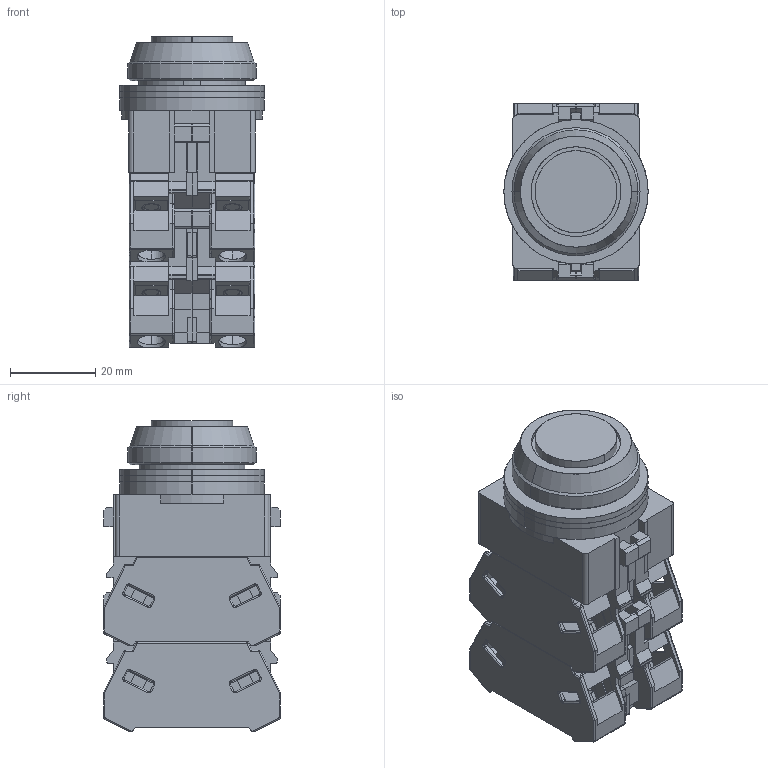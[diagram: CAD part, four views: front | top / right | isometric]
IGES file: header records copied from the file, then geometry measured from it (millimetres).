
Start section: SolidWorks IGES file using analytic representation for surfaces
Global section: file name: 101_ABS1xxN$.IGS; native system: SolidWorks 2019; preprocessor: SolidWorks 2019; author: 1003643; date: 201120.155438; units: millimetre
Bounding box: 33.8 x 41.4 x 72.7 mm (x, y, z)
Surface area: 30488.9 mm2 (no closed solid volume)
Topology: 0 solids, 0 shells, 1157 faces, 10088 edges, 10072 vertices
Faces by surface type: bspline 832, revolution 325
